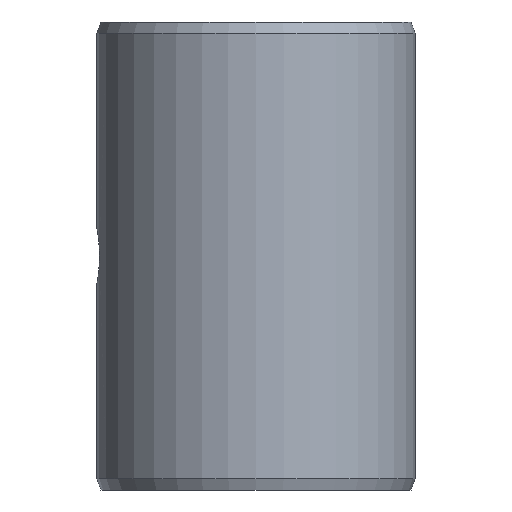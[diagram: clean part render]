
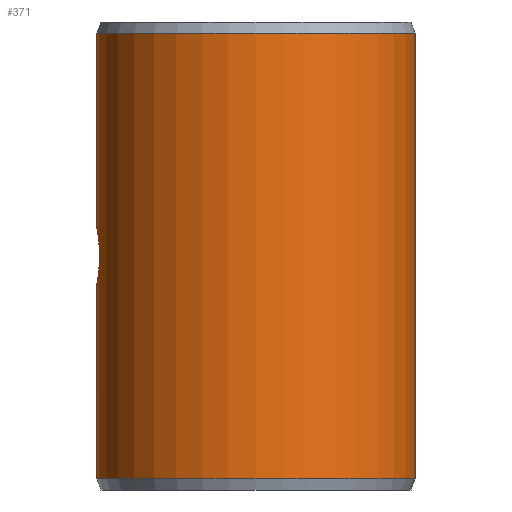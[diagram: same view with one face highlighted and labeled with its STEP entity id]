
A CAD part, left-side view. The second image highlights one B-rep face of the part: STEP entity #371.
In plain terms, the highlighted cylindrical face has radius 8.5 mm (diameter 17 mm), a partial arc.
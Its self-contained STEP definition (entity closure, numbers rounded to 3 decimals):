
#64=CARTESIAN_POINT('',(0.,8.5,1.5));
#65=CARTESIAN_POINT('',(-0.095,8.5,1.5));
#66=CARTESIAN_POINT('',(-0.283,8.497,1.483));
#67=CARTESIAN_POINT('',(-0.579,8.482,1.395));
#68=CARTESIAN_POINT('',(-0.84,8.46,1.254));
#69=CARTESIAN_POINT('',(-1.068,8.434,1.067));
#70=CARTESIAN_POINT('',(-1.254,8.407,0.84));
#71=CARTESIAN_POINT('',(-1.395,8.385,0.578));
#72=CARTESIAN_POINT('',(-1.481,8.37,0.293));
#73=CARTESIAN_POINT('',(-1.5,8.367,0.099));
#74=CARTESIAN_POINT('',(-1.5,8.367,0.));
#76=CARTESIAN_POINT('',(0.,0.,11.9));
#77=DIRECTION('',(0.,0.,-1.));
#78=DIRECTION('',(0.,-1.,0.));
#79=AXIS2_PLACEMENT_3D('',#76,#77,#78);
#81=CARTESIAN_POINT('',(-1.5,8.367,0.));
#82=CARTESIAN_POINT('',(-1.5,8.367,-0.099));
#83=CARTESIAN_POINT('',(-1.481,8.37,-0.293));
#84=CARTESIAN_POINT('',(-1.395,8.385,-0.578));
#85=CARTESIAN_POINT('',(-1.254,8.407,-0.84));
#86=CARTESIAN_POINT('',(-1.067,8.434,-1.067));
#87=CARTESIAN_POINT('',(-0.84,8.46,-1.254));
#88=CARTESIAN_POINT('',(-0.58,8.482,-1.394));
#89=CARTESIAN_POINT('',(-0.284,8.497,-1.483));
#90=CARTESIAN_POINT('',(-0.095,8.5,-1.5));
#91=CARTESIAN_POINT('',(0.,8.5,-1.5));
#117=DIRECTION('',(0.,0.,-1.));
#118=VECTOR('',#117,10.4);
#119=CARTESIAN_POINT('',(0.,8.5,-1.5));
#120=LINE('',#119,#118);
#121=DIRECTION('',(0.,0.,-1.));
#122=VECTOR('',#121,23.8);
#123=CARTESIAN_POINT('',(0.,-8.5,11.9));
#124=LINE('',#123,#122);
#130=DIRECTION('',(0.,0.,-1.));
#131=VECTOR('',#130,10.4);
#132=CARTESIAN_POINT('',(0.,8.5,11.9));
#133=LINE('',#132,#131);
#195=CARTESIAN_POINT('',(0.,0.,-11.9));
#196=DIRECTION('',(0.,0.,-1.));
#197=DIRECTION('',(0.,-1.,0.));
#198=AXIS2_PLACEMENT_3D('',#195,#196,#197);
#246=CARTESIAN_POINT('',(0.,-8.5,11.9));
#248=VERTEX_POINT('',#246);
#249=CARTESIAN_POINT('',(0.,-8.5,-11.9));
#250=VERTEX_POINT('',#249);
#262=CARTESIAN_POINT('',(0.,8.5,11.9));
#264=VERTEX_POINT('',#262);
#265=CARTESIAN_POINT('',(0.,8.5,-11.9));
#267=VERTEX_POINT('',#265);
#273=VERTEX_POINT('',#64);
#274=VERTEX_POINT('',#74);
#275=VERTEX_POINT('',#91);
#351=CARTESIAN_POINT('',(0.,0.,13.75));
#352=DIRECTION('',(0.,0.,-1.));
#353=DIRECTION('',(0.,-1.,0.));
#354=AXIS2_PLACEMENT_3D('',#351,#352,#353);
#355=CYLINDRICAL_SURFACE('',#354,8.5);
#356=ORIENTED_EDGE('',*,*,#337,.F.);
#358=ORIENTED_EDGE('',*,*,#357,.F.);
#360=ORIENTED_EDGE('',*,*,#359,.F.);
#362=ORIENTED_EDGE('',*,*,#361,.T.);
#364=ORIENTED_EDGE('',*,*,#363,.T.);
#366=ORIENTED_EDGE('',*,*,#365,.F.);
#368=ORIENTED_EDGE('',*,*,#367,.F.);
#369=EDGE_LOOP('',(#356,#358,#360,#362,#364,#366,#368));
#370=FACE_OUTER_BOUND('',#369,.F.);
#371=ADVANCED_FACE('',(#370),#355,.T.);
#75=B_SPLINE_CURVE_WITH_KNOTS('',3,(#64,#65,#66,#67,#68,#69,#70,#71,#72,#73,
#74),.UNSPECIFIED.,.F.,.F.,(4,1,1,1,1,1,1,1,4),(0.,0.125,0.25,0.375,
0.5,0.625,0.75,0.875,1.),.UNSPECIFIED.);
#80=CIRCLE('',#79,8.5);
#92=B_SPLINE_CURVE_WITH_KNOTS('',3,(#81,#82,#83,#84,#85,#86,#87,#88,#89,#90,
#91),.UNSPECIFIED.,.F.,.F.,(4,1,1,1,1,1,1,1,4),(0.,0.125,0.25,0.375,
0.5,0.625,0.75,0.875,1.),.UNSPECIFIED.);
#199=CIRCLE('',#198,8.5);
#337=EDGE_CURVE('',#273,#274,#75,.T.);
#357=EDGE_CURVE('',#264,#273,#133,.T.);
#359=EDGE_CURVE('',#248,#264,#80,.T.);
#361=EDGE_CURVE('',#248,#250,#124,.T.);
#363=EDGE_CURVE('',#250,#267,#199,.T.);
#365=EDGE_CURVE('',#275,#267,#120,.T.);
#367=EDGE_CURVE('',#274,#275,#92,.T.);
